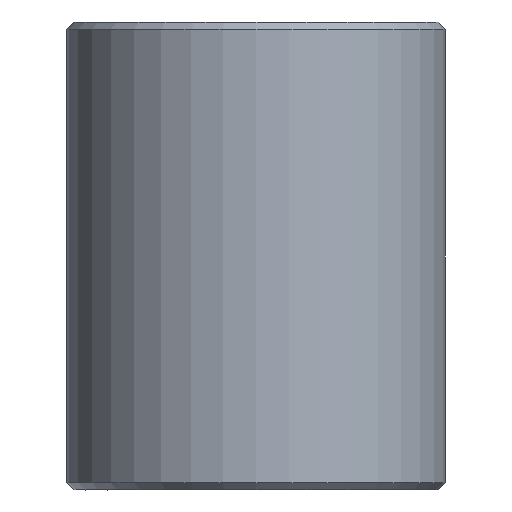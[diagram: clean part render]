
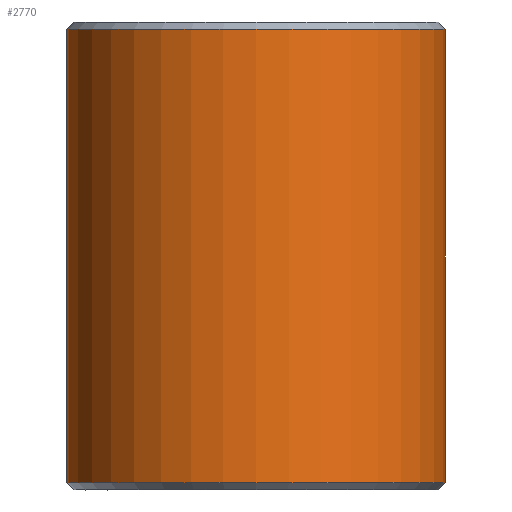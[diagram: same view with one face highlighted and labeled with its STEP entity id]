
A CAD part, left-side view. The second image highlights one B-rep face of the part: STEP entity #2770.
In plain terms, the highlighted cylindrical face has radius 10.2 mm (diameter 20.4 mm), a partial arc.
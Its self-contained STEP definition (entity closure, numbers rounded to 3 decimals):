
#52=B_SPLINE_CURVE_WITH_KNOTS('',3,(#4847,#4848,#4849,#4850),
 .UNSPECIFIED.,.F.,.F.,(4,4),(0.26,0.96),
 .UNSPECIFIED.);
#53=B_SPLINE_CURVE_WITH_KNOTS('',3,(#4854,#4855,#4856,#4857),
 .UNSPECIFIED.,.F.,.F.,(4,4),(-0.96,-0.26),
 .UNSPECIFIED.);
#153=CYLINDRICAL_SURFACE('',#3085,10.2);
#270=FACE_OUTER_BOUND('',#425,.T.);
#425=EDGE_LOOP('',(#2324,#2325,#2326,#2327,#2328,#2329,#2330,#2331));
#610=LINE('',#4845,#824);
#611=LINE('',#4852,#825);
#612=LINE('',#4859,#826);
#613=LINE('',#4862,#827);
#824=VECTOR('',#3795,10.);
#825=VECTOR('',#3796,10.);
#826=VECTOR('',#3797,10.);
#827=VECTOR('',#3800,10.);
#1046=CIRCLE('',#3074,10.2);
#1050=CIRCLE('',#3086,10.2);
#1265=VERTEX_POINT('',#4805);
#1267=VERTEX_POINT('',#4811);
#1274=VERTEX_POINT('',#4844);
#1275=VERTEX_POINT('',#4846);
#1276=VERTEX_POINT('',#4851);
#1277=VERTEX_POINT('',#4853);
#1278=VERTEX_POINT('',#4858);
#1279=VERTEX_POINT('',#4860);
#1630=EDGE_CURVE('',#1265,#1267,#1046,.T.);
#1646=EDGE_CURVE('',#1265,#1274,#610,.T.);
#1647=EDGE_CURVE('',#1275,#1274,#52,.T.);
#1648=EDGE_CURVE('',#1275,#1276,#611,.T.);
#1649=EDGE_CURVE('',#1277,#1276,#53,.T.);
#1650=EDGE_CURVE('',#1277,#1278,#612,.T.);
#1651=EDGE_CURVE('',#1279,#1278,#1050,.T.);
#1652=EDGE_CURVE('',#1267,#1279,#613,.T.);
#2324=ORIENTED_EDGE('',*,*,#1630,.F.);
#2325=ORIENTED_EDGE('',*,*,#1646,.T.);
#2326=ORIENTED_EDGE('',*,*,#1647,.F.);
#2327=ORIENTED_EDGE('',*,*,#1648,.T.);
#2328=ORIENTED_EDGE('',*,*,#1649,.F.);
#2329=ORIENTED_EDGE('',*,*,#1650,.T.);
#2330=ORIENTED_EDGE('',*,*,#1651,.F.);
#2331=ORIENTED_EDGE('',*,*,#1652,.F.);
#2770=ADVANCED_FACE('',(#270),#153,.T.);
#3074=AXIS2_PLACEMENT_3D('',#4815,#3759,#3760);
#3085=AXIS2_PLACEMENT_3D('',#4843,#3793,#3794);
#3086=AXIS2_PLACEMENT_3D('',#4861,#3798,#3799);
#3759=DIRECTION('center_axis',(0.,0.,-1.));
#3760=DIRECTION('ref_axis',(-1.,0.,0.));
#3793=DIRECTION('center_axis',(0.,0.,
-1.));
#3794=DIRECTION('ref_axis',(-1.,0.,0.));
#3795=DIRECTION('',(0.,0.,1.));
#3796=DIRECTION('',(0.,0.,1.));
#3797=DIRECTION('',(0.,0.,1.));
#3798=DIRECTION('center_axis',(0.,0.,1.));
#3799=DIRECTION('ref_axis',(-1.,0.,0.));
#3800=DIRECTION('',(0.,0.,1.));
#4805=CARTESIAN_POINT('',(0.,-10.2,0.4));
#4811=CARTESIAN_POINT('',(0.,10.2,0.4));
#4815=CARTESIAN_POINT('Origin',(0.,0.,
0.4));
#4843=CARTESIAN_POINT('Origin',(0.,0.,
0.));
#4844=CARTESIAN_POINT('',(0.,-10.2,3.));
#4845=CARTESIAN_POINT('',(0.,-10.2,0.));
#4846=CARTESIAN_POINT('',(0.,-10.2,10.));
#4847=CARTESIAN_POINT('Ctrl Pts',(0.,-10.2,
10.));
#4848=CARTESIAN_POINT('Ctrl Pts',(0.,-10.2,
7.667));
#4849=CARTESIAN_POINT('Ctrl Pts',(0.,-10.2,
5.333));
#4850=CARTESIAN_POINT('Ctrl Pts',(0.,-10.2,
3.));
#4851=CARTESIAN_POINT('',(0.,-10.2,15.2));
#4852=CARTESIAN_POINT('',(0.,-10.2,0.));
#4853=CARTESIAN_POINT('',(0.,-10.2,22.2));
#4854=CARTESIAN_POINT('Ctrl Pts',(0.,-10.2,
22.2));
#4855=CARTESIAN_POINT('Ctrl Pts',(0.,-10.2,
19.867));
#4856=CARTESIAN_POINT('Ctrl Pts',(0.,-10.2,
17.533));
#4857=CARTESIAN_POINT('Ctrl Pts',(0.,-10.2,
15.2));
#4858=CARTESIAN_POINT('',(0.,-10.2,24.8));
#4859=CARTESIAN_POINT('',(0.,-10.2,0.));
#4860=CARTESIAN_POINT('',(0.,10.2,24.8));
#4861=CARTESIAN_POINT('Origin',(0.,0.,
24.8));
#4862=CARTESIAN_POINT('',(0.,10.2,12.5));
